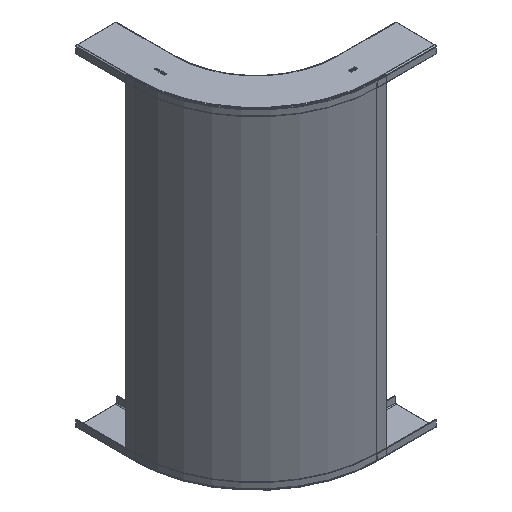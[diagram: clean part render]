
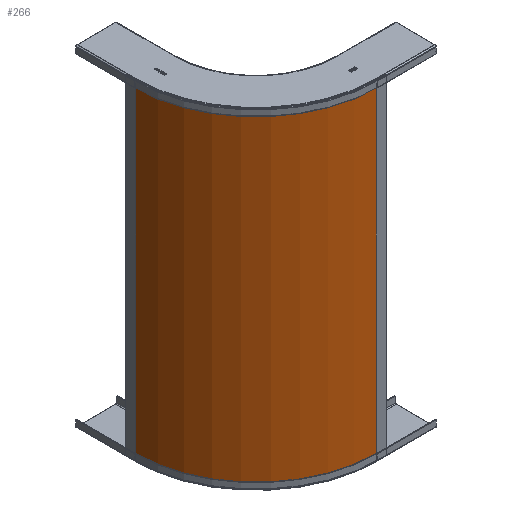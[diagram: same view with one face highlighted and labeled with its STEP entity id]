
A CAD part, isometric view. The second image highlights one B-rep face of the part: STEP entity #266.
In plain terms, the highlighted cylindrical face has radius 182.75 mm (diameter 365.5 mm), a partial arc.
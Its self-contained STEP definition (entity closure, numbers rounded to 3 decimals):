
#38=CARTESIAN_POINT('',(-15.,182.75,0.));
#39=DIRECTION('',(0.,0.,-1.));
#40=DIRECTION('',(0.,-1.,0.));
#41=AXIS2_PLACEMENT_3D('',#38,#39,#40);
#55=DIRECTION('',(0.,0.,-1.));
#56=VECTOR('',#55,501.);
#57=CARTESIAN_POINT('',(-197.75,182.75,501.));
#58=LINE('',#57,#56);
#59=DIRECTION('',(0.,0.,1.));
#60=VECTOR('',#59,501.);
#61=CARTESIAN_POINT('',(-15.,0.,0.));
#62=LINE('',#61,#60);
#76=CARTESIAN_POINT('',(-15.,182.75,501.));
#77=DIRECTION('',(0.,0.,1.));
#78=DIRECTION('',(-1.,0.,0.));
#79=AXIS2_PLACEMENT_3D('',#76,#77,#78);
#118=CARTESIAN_POINT('',(-197.75,182.75,501.));
#120=VERTEX_POINT('',#118);
#121=CARTESIAN_POINT('',(-15.,0.,501.));
#122=VERTEX_POINT('',#121);
#130=CARTESIAN_POINT('',(-15.,0.,0.));
#132=VERTEX_POINT('',#130);
#143=CARTESIAN_POINT('',(-197.75,182.75,0.));
#144=VERTEX_POINT('',#143);
#254=CARTESIAN_POINT('',(-15.,182.75,501.));
#255=DIRECTION('',(0.,0.,-1.));
#256=DIRECTION('',(-1.,0.,0.));
#257=AXIS2_PLACEMENT_3D('',#254,#255,#256);
#258=CYLINDRICAL_SURFACE('',#257,182.75);
#259=ORIENTED_EDGE('',*,*,#219,.T.);
#260=ORIENTED_EDGE('',*,*,#160,.F.);
#262=ORIENTED_EDGE('',*,*,#261,.T.);
#263=ORIENTED_EDGE('',*,*,#245,.F.);
#264=EDGE_LOOP('',(#259,#260,#262,#263));
#265=FACE_OUTER_BOUND('',#264,.F.);
#266=ADVANCED_FACE('',(#265),#258,.T.);
#42=CIRCLE('',#41,182.75);
#80=CIRCLE('',#79,182.75);
#160=EDGE_CURVE('',#120,#144,#58,.T.);
#219=EDGE_CURVE('',#132,#144,#42,.T.);
#245=EDGE_CURVE('',#132,#122,#62,.T.);
#261=EDGE_CURVE('',#120,#122,#80,.T.);
